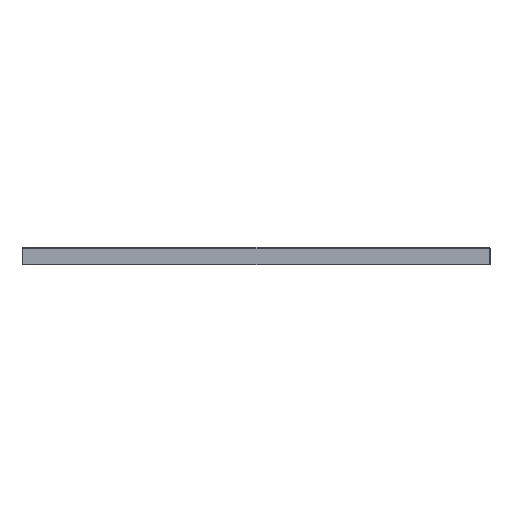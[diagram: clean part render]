
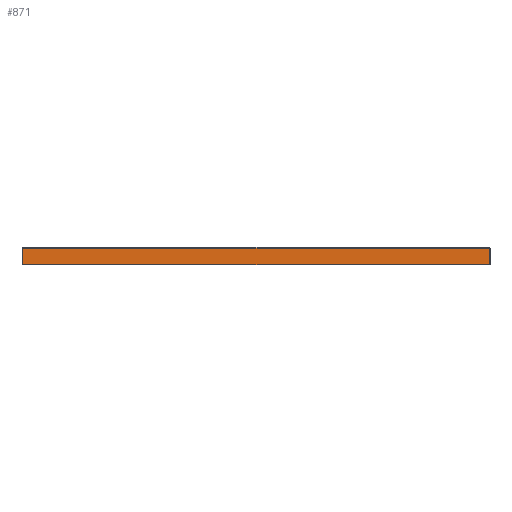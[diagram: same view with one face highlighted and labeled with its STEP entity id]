
A CAD part, left-side view. The second image highlights one B-rep face of the part: STEP entity #871.
In plain terms, the highlighted planar face has unit normal (-1, 0, 0).
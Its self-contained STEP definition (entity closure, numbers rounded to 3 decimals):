
#593=FACE_OUTER_BOUND('',#1370,.T.);
#871=ADVANCED_FACE('',(#593),#1066,.T.);
#1066=PLANE('',#5606);
#1370=EDGE_LOOP('',(#2783,#2784,#2785,#2786));
#2783=ORIENTED_EDGE('',*,*,#4323,.T.);
#2784=ORIENTED_EDGE('',*,*,#4324,.T.);
#2785=ORIENTED_EDGE('',*,*,#4325,.T.);
#2786=ORIENTED_EDGE('',*,*,#4326,.F.);
#3664=VERTEX_POINT('',#26083);
#3665=VERTEX_POINT('',#26084);
#3666=VERTEX_POINT('',#26086);
#3667=VERTEX_POINT('',#26088);
#4323=EDGE_CURVE('',#3664,#3665,#4831,.T.);
#4324=EDGE_CURVE('',#3665,#3666,#4832,.T.);
#4325=EDGE_CURVE('',#3666,#3667,#4833,.T.);
#4326=EDGE_CURVE('',#3664,#3667,#4834,.T.);
#4831=LINE('',#26082,#5210);
#4832=LINE('',#26085,#5211);
#4833=LINE('',#26087,#5212);
#4834=LINE('',#26089,#5213);
#5210=VECTOR('',#6764,1.);
#5211=VECTOR('',#6765,1.);
#5212=VECTOR('',#6766,1.);
#5213=VECTOR('',#6767,1.);
#5606=AXIS2_PLACEMENT_3D('',#26090,#6768,#6769);
#6764=DIRECTION('',(0.,0.,1.));
#6765=DIRECTION('',(0.,1.,0.));
#6766=DIRECTION('',(0.,0.,-1.));
#6767=DIRECTION('',(0.,1.,0.));
#6768=DIRECTION('',(-1.,0.,0.));
#6769=DIRECTION('',(0.,0.,1.));
#26082=CARTESIAN_POINT('',(-200.,-398.5,30.));
#26083=CARTESIAN_POINT('',(-200.,-398.5,0.));
#26084=CARTESIAN_POINT('',(-200.,-398.5,28.5));
#26085=CARTESIAN_POINT('',(-200.,398.5,28.5));
#26086=CARTESIAN_POINT('',(-200.,398.5,28.5));
#26087=CARTESIAN_POINT('',(-200.,398.5,30.));
#26088=CARTESIAN_POINT('',(-200.,398.5,0.));
#26089=CARTESIAN_POINT('',(-200.,-400.,0.));
#26090=CARTESIAN_POINT('',(-200.,-400.,30.));
